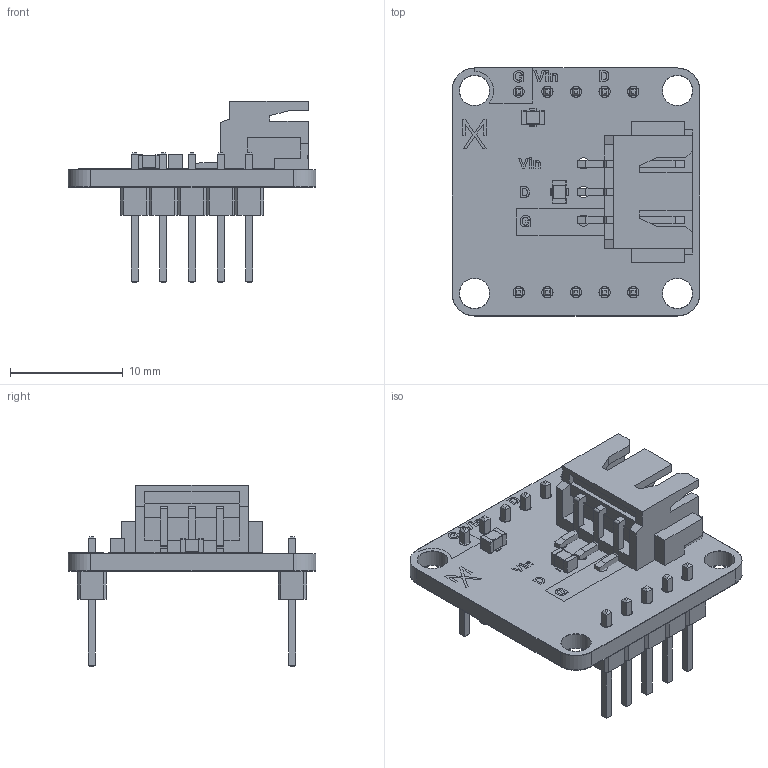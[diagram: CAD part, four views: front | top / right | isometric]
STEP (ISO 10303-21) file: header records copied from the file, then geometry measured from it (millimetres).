
FILE_DESCRIPTION(('KiCad electronic assembly'),'2;1');
FILE_NAME('STP_AX22-0049.step','2026-03-31T20:14:38',('Pcbnew'),('Kicad' ),'Open CASCADE STEP processor 7.8','KiCad to STEP converter', 'Unknown');
FILE_SCHEMA(('AUTOMOTIVE_DESIGN { 1 0 10303 214 1 1 1 1 }'));
Length unit declared in the file: millimetre
Products named in the file (7): STP_AX22-0049 1; C_0805_2012Metric; JST-XH3-SMD; PinHeader_1x05_P2.54mm_Vertical; AX22_Addressable-LED-3Pin-Breakout_silkscreen; AX22_Addressable-LED-3Pin-Breakout_soldermask; AX22_Addressable-LED-3Pin-Breakout_PCB
Assembly tree (8 placements, depth 2):
  STP_AX22-0049 1
    C_0805_2012Metric  x2
    JST-XH3-SMD
    PinHeader_1x05_P2.54mm_Vertical  x2
    AX22_Addressable-LED-3Pin-Breakout_silkscreen
    AX22_Addressable-LED-3Pin-Breakout_soldermask
    AX22_Addressable-LED-3Pin-Breakout_PCB
Bounding box: 22 x 22 x 16.14 mm (x, y, z)
Volume: 1146.1 mm3; surface area: 3345.4 mm2
Topology: 11 solids, 78 shells, 541 faces, 3112 edges, 2684 vertices
Faces by surface type: plane 488, cylinder 53
Full cylindrical faces by diameter (mm): 1 x13, 2.7 x4
Entity records: 28007 total; most frequent: CARTESIAN_POINT 5594, DIRECTION 3970, ORIENTED_EDGE 3580, EDGE_CURVE 2744, VERTEX_POINT 2452, LINE 2314, VECTOR 2314, AXIS2_PLACEMENT_3D 828
